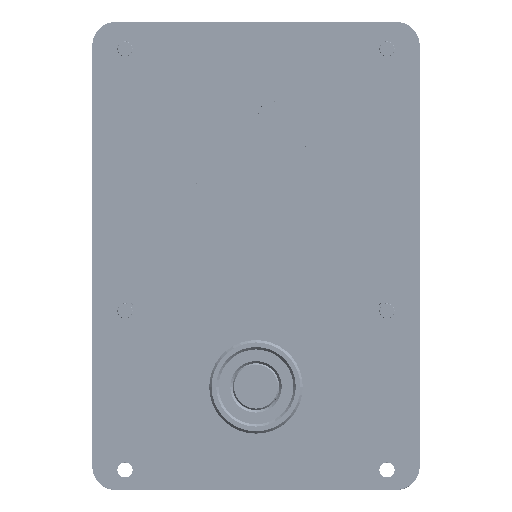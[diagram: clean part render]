
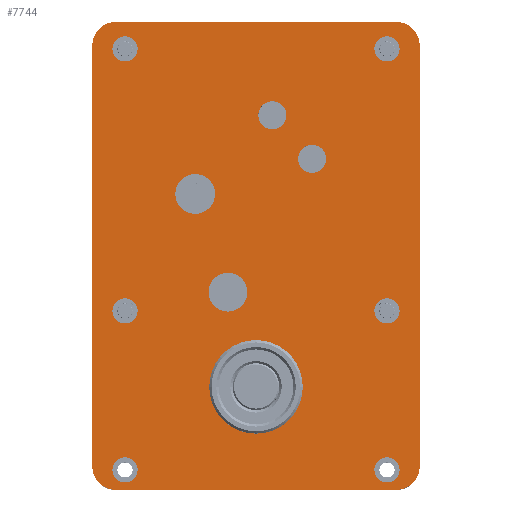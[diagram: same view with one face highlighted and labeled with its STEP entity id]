
A CAD part, top view. The second image highlights one B-rep face of the part: STEP entity #7744.
In plain terms, the highlighted planar face has unit normal (0, 0, 1).
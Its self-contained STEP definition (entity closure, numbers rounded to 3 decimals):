
#358=LINE('',#12281,#796);
#359=LINE('',#12285,#797);
#360=LINE('',#12289,#798);
#361=LINE('',#12292,#799);
#796=VECTOR('',#9749,10.);
#797=VECTOR('',#9752,10.);
#798=VECTOR('',#9755,10.);
#799=VECTOR('',#9758,10.);
#1460=PLANE('',#8524);
#1721=FACE_BOUND('',#2585,.T.);
#1722=FACE_BOUND('',#2586,.T.);
#1723=FACE_BOUND('',#2587,.T.);
#1724=FACE_BOUND('',#2588,.T.);
#1725=FACE_BOUND('',#2589,.T.);
#1726=FACE_BOUND('',#2590,.T.);
#1727=FACE_BOUND('',#2591,.T.);
#1728=FACE_BOUND('',#2592,.T.);
#1729=FACE_BOUND('',#2593,.T.);
#1730=FACE_BOUND('',#2594,.T.);
#1731=FACE_BOUND('',#2595,.T.);
#2027=FACE_OUTER_BOUND('',#2584,.T.);
#2584=EDGE_LOOP('',(#5640,#5641,#5642,#5643,#5644,#5645,#5646,#5647));
#2585=EDGE_LOOP('',(#5648));
#2586=EDGE_LOOP('',(#5649));
#2587=EDGE_LOOP('',(#5650));
#2588=EDGE_LOOP('',(#5651));
#2589=EDGE_LOOP('',(#5652));
#2590=EDGE_LOOP('',(#5653));
#2591=EDGE_LOOP('',(#5654));
#2592=EDGE_LOOP('',(#5655));
#2593=EDGE_LOOP('',(#5656));
#2594=EDGE_LOOP('',(#5657));
#2595=EDGE_LOOP('',(#5658));
#3316=CIRCLE('',#8488,4.25);
#3320=CIRCLE('',#8495,4.15);
#3322=CIRCLE('',#8502,3.);
#3324=CIRCLE('',#8505,3.);
#3329=CIRCLE('',#8513,10.);
#3335=CIRCLE('',#8525,5.);
#3336=CIRCLE('',#8526,5.);
#3337=CIRCLE('',#8527,5.);
#3338=CIRCLE('',#8528,5.);
#3339=CIRCLE('',#8529,2.5);
#3340=CIRCLE('',#8530,2.5);
#3341=CIRCLE('',#8531,2.5);
#3342=CIRCLE('',#8532,2.5);
#3343=CIRCLE('',#8533,2.5);
#3344=CIRCLE('',#8534,2.5);
#3818=VERTEX_POINT('',#12221);
#3822=VERTEX_POINT('',#12232);
#3824=VERTEX_POINT('',#12241);
#3826=VERTEX_POINT('',#12246);
#3831=VERTEX_POINT('',#12259);
#3837=VERTEX_POINT('',#12277);
#3838=VERTEX_POINT('',#12278);
#3839=VERTEX_POINT('',#12280);
#3840=VERTEX_POINT('',#12282);
#3841=VERTEX_POINT('',#12284);
#3842=VERTEX_POINT('',#12286);
#3843=VERTEX_POINT('',#12288);
#3844=VERTEX_POINT('',#12290);
#3845=VERTEX_POINT('',#12293);
#3846=VERTEX_POINT('',#12295);
#3847=VERTEX_POINT('',#12297);
#3848=VERTEX_POINT('',#12299);
#3849=VERTEX_POINT('',#12301);
#3850=VERTEX_POINT('',#12303);
#4558=EDGE_CURVE('',#3818,#3818,#3316,.T.);
#4562=EDGE_CURVE('',#3822,#3822,#3320,.T.);
#4564=EDGE_CURVE('',#3824,#3824,#3322,.T.);
#4566=EDGE_CURVE('',#3826,#3826,#3324,.T.);
#4571=EDGE_CURVE('',#3831,#3831,#3329,.T.);
#4577=EDGE_CURVE('',#3837,#3838,#3335,.T.);
#4578=EDGE_CURVE('',#3839,#3837,#358,.T.);
#4579=EDGE_CURVE('',#3840,#3839,#3336,.T.);
#4580=EDGE_CURVE('',#3841,#3840,#359,.T.);
#4581=EDGE_CURVE('',#3842,#3841,#3337,.T.);
#4582=EDGE_CURVE('',#3843,#3842,#360,.T.);
#4583=EDGE_CURVE('',#3844,#3843,#3338,.T.);
#4584=EDGE_CURVE('',#3838,#3844,#361,.T.);
#4585=EDGE_CURVE('',#3845,#3845,#3339,.T.);
#4586=EDGE_CURVE('',#3846,#3846,#3340,.T.);
#4587=EDGE_CURVE('',#3847,#3847,#3341,.T.);
#4588=EDGE_CURVE('',#3848,#3848,#3342,.T.);
#4589=EDGE_CURVE('',#3849,#3849,#3343,.T.);
#4590=EDGE_CURVE('',#3850,#3850,#3344,.T.);
#5640=ORIENTED_EDGE('',*,*,#4577,.F.);
#5641=ORIENTED_EDGE('',*,*,#4578,.F.);
#5642=ORIENTED_EDGE('',*,*,#4579,.F.);
#5643=ORIENTED_EDGE('',*,*,#4580,.F.);
#5644=ORIENTED_EDGE('',*,*,#4581,.F.);
#5645=ORIENTED_EDGE('',*,*,#4582,.F.);
#5646=ORIENTED_EDGE('',*,*,#4583,.F.);
#5647=ORIENTED_EDGE('',*,*,#4584,.F.);
#5648=ORIENTED_EDGE('',*,*,#4558,.T.);
#5649=ORIENTED_EDGE('',*,*,#4562,.T.);
#5650=ORIENTED_EDGE('',*,*,#4564,.F.);
#5651=ORIENTED_EDGE('',*,*,#4566,.F.);
#5652=ORIENTED_EDGE('',*,*,#4571,.T.);
#5653=ORIENTED_EDGE('',*,*,#4585,.T.);
#5654=ORIENTED_EDGE('',*,*,#4586,.T.);
#5655=ORIENTED_EDGE('',*,*,#4587,.T.);
#5656=ORIENTED_EDGE('',*,*,#4588,.T.);
#5657=ORIENTED_EDGE('',*,*,#4589,.T.);
#5658=ORIENTED_EDGE('',*,*,#4590,.T.);
#7744=ADVANCED_FACE('',(#2027,#1721,#1722,#1723,#1724,#1725,#1726,#1727,
#1728,#1729,#1730,#1731),#1460,.T.);
#8488=AXIS2_PLACEMENT_3D('',#12222,#9673,#9674);
#8495=AXIS2_PLACEMENT_3D('',#12233,#9687,#9688);
#8502=AXIS2_PLACEMENT_3D('',#12242,#9701,#9702);
#8505=AXIS2_PLACEMENT_3D('',#12247,#9707,#9708);
#8513=AXIS2_PLACEMENT_3D('',#12260,#9723,#9724);
#8524=AXIS2_PLACEMENT_3D('',#12276,#9745,#9746);
#8525=AXIS2_PLACEMENT_3D('',#12279,#9747,#9748);
#8526=AXIS2_PLACEMENT_3D('',#12283,#9750,#9751);
#8527=AXIS2_PLACEMENT_3D('',#12287,#9753,#9754);
#8528=AXIS2_PLACEMENT_3D('',#12291,#9756,#9757);
#8529=AXIS2_PLACEMENT_3D('',#12294,#9759,#9760);
#8530=AXIS2_PLACEMENT_3D('',#12296,#9761,#9762);
#8531=AXIS2_PLACEMENT_3D('',#12298,#9763,#9764);
#8532=AXIS2_PLACEMENT_3D('',#12300,#9765,#9766);
#8533=AXIS2_PLACEMENT_3D('',#12302,#9767,#9768);
#8534=AXIS2_PLACEMENT_3D('',#12304,#9769,#9770);
#9673=DIRECTION('center_axis',(0.,0.,-1.));
#9674=DIRECTION('ref_axis',(-1.,0.,0.));
#9687=DIRECTION('center_axis',(0.,0.,-1.));
#9688=DIRECTION('ref_axis',(-1.,0.,0.));
#9701=DIRECTION('center_axis',(0.,0.,1.));
#9702=DIRECTION('ref_axis',(-1.,0.,0.));
#9707=DIRECTION('center_axis',(0.,0.,1.));
#9708=DIRECTION('ref_axis',(-1.,0.,0.));
#9723=DIRECTION('center_axis',(0.,0.,-1.));
#9724=DIRECTION('ref_axis',(-1.,0.,0.));
#9745=DIRECTION('center_axis',(0.,0.,1.));
#9746=DIRECTION('ref_axis',(1.,0.,0.));
#9747=DIRECTION('center_axis',(0.,0.,-1.));
#9748=DIRECTION('ref_axis',(-1.,0.,0.));
#9749=DIRECTION('',(1.,0.,0.));
#9750=DIRECTION('center_axis',(0.,0.,-1.));
#9751=DIRECTION('ref_axis',(0.,-1.,0.));
#9752=DIRECTION('',(0.,1.,0.));
#9753=DIRECTION('center_axis',(0.,0.,-1.));
#9754=DIRECTION('ref_axis',(1.,0.,0.));
#9755=DIRECTION('',(-1.,0.,0.));
#9756=DIRECTION('center_axis',(0.,0.,-1.));
#9757=DIRECTION('ref_axis',(0.,1.,0.));
#9758=DIRECTION('',(0.,-1.,0.));
#9759=DIRECTION('center_axis',(0.,0.,-1.));
#9760=DIRECTION('ref_axis',(1.,0.,0.));
#9761=DIRECTION('center_axis',(0.,0.,-1.));
#9762=DIRECTION('ref_axis',(1.,0.,0.));
#9763=DIRECTION('center_axis',(0.,0.,-1.));
#9764=DIRECTION('ref_axis',(1.,0.,0.));
#9765=DIRECTION('center_axis',(0.,0.,-1.));
#9766=DIRECTION('ref_axis',(1.,0.,0.));
#9767=DIRECTION('center_axis',(0.,0.,-1.));
#9768=DIRECTION('ref_axis',(1.,0.,0.));
#9769=DIRECTION('center_axis',(0.,0.,-1.));
#9770=DIRECTION('ref_axis',(1.,0.,0.));
#12221=CARTESIAN_POINT('',(17.25,3.,3.));
#12222=CARTESIAN_POINT('Origin',(13.,3.,3.));
#12232=CARTESIAN_POINT('',(10.15,24.,3.));
#12233=CARTESIAN_POINT('Origin',(6.,24.,3.));
#12241=CARTESIAN_POINT('',(-0.5,-13.8,3.));
#12242=CARTESIAN_POINT('Origin',(-3.5,-13.8,3.));
#12246=CARTESIAN_POINT('',(-9.,-4.5,3.));
#12247=CARTESIAN_POINT('Origin',(-12.,-4.5,3.));
#12259=CARTESIAN_POINT('',(10.,44.25,3.));
#12260=CARTESIAN_POINT('Origin',(0.,44.25,3.));
#12276=CARTESIAN_POINT('Origin',(0.,16.25,3.));
#12277=CARTESIAN_POINT('',(30.,66.25,3.));
#12278=CARTESIAN_POINT('',(35.,61.25,3.));
#12279=CARTESIAN_POINT('Origin',(30.,61.25,3.));
#12280=CARTESIAN_POINT('',(-30.,66.25,3.));
#12281=CARTESIAN_POINT('',(-30.,66.25,3.));
#12282=CARTESIAN_POINT('',(-35.,61.25,3.));
#12283=CARTESIAN_POINT('Origin',(-30.,61.25,3.));
#12284=CARTESIAN_POINT('',(-35.,-28.75,3.));
#12285=CARTESIAN_POINT('',(-35.,-28.75,3.));
#12286=CARTESIAN_POINT('',(-30.,-33.75,3.));
#12287=CARTESIAN_POINT('Origin',(-30.,-28.75,3.));
#12288=CARTESIAN_POINT('',(30.,-33.75,3.));
#12289=CARTESIAN_POINT('',(30.,-33.75,3.));
#12290=CARTESIAN_POINT('',(35.,-28.75,3.));
#12291=CARTESIAN_POINT('Origin',(30.,-28.75,3.));
#12292=CARTESIAN_POINT('',(35.,61.25,3.));
#12293=CARTESIAN_POINT('',(25.5,62.,3.));
#12294=CARTESIAN_POINT('Origin',(28.,62.,3.));
#12295=CARTESIAN_POINT('',(-30.5,62.,3.));
#12296=CARTESIAN_POINT('Origin',(-28.,62.,3.));
#12297=CARTESIAN_POINT('',(25.5,-28.,3.));
#12298=CARTESIAN_POINT('Origin',(28.,-28.,3.));
#12299=CARTESIAN_POINT('',(-30.5,-28.,3.));
#12300=CARTESIAN_POINT('Origin',(-28.,-28.,3.));
#12301=CARTESIAN_POINT('',(25.5,28.,3.));
#12302=CARTESIAN_POINT('Origin',(28.,28.,3.));
#12303=CARTESIAN_POINT('',(-30.5,28.,3.));
#12304=CARTESIAN_POINT('Origin',(-28.,28.,3.));
